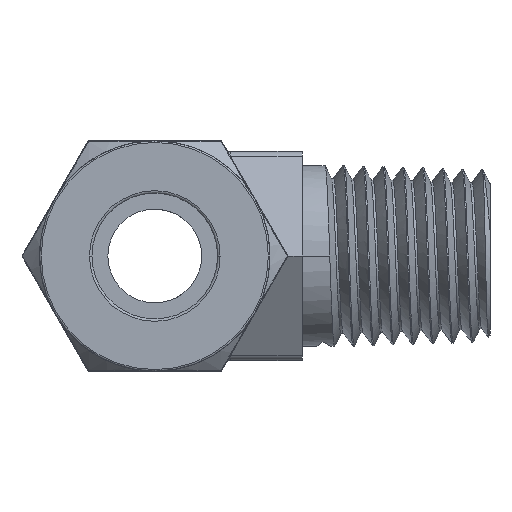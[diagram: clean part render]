
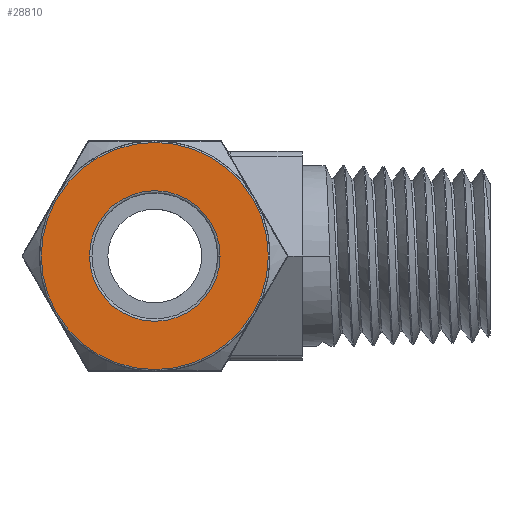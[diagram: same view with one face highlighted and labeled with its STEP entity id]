
A CAD part, left-side view. The second image highlights one B-rep face of the part: STEP entity #28810.
In plain terms, the highlighted face is planar.
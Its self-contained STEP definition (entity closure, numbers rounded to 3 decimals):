
#26004=CARTESIAN_POINT('',(0.,0.,0.));
#26005=DIRECTION('',(-1.,0.,0.));
#26006=DIRECTION('',(0.,1.,0.));
#26007=AXIS2_PLACEMENT_3D('',#26004,#26005,#26006);
#26009=CARTESIAN_POINT('',(0.,0.,0.));
#26010=DIRECTION('',(-1.,0.,0.));
#26011=DIRECTION('',(0.,-1.,0.));
#26012=AXIS2_PLACEMENT_3D('',#26009,#26010,#26011);
#26014=CARTESIAN_POINT('',(0.,0.,0.));
#26015=DIRECTION('',(1.,0.,0.));
#26016=DIRECTION('',(0.,0.,-1.));
#26017=AXIS2_PLACEMENT_3D('',#26014,#26015,#26016);
#26019=CARTESIAN_POINT('',(0.,0.,0.));
#26020=DIRECTION('',(1.,0.,0.));
#26021=DIRECTION('',(0.,0.,1.));
#26022=AXIS2_PLACEMENT_3D('',#26019,#26020,#26021);
#28618=CARTESIAN_POINT('',(0.,4.948,0.));
#28619=CARTESIAN_POINT('',(0.,-4.948,0.));
#28620=VERTEX_POINT('',#28618);
#28621=VERTEX_POINT('',#28619);
#28782=CARTESIAN_POINT('',(0.,0.,-8.605));
#28783=CARTESIAN_POINT('',(0.,0.,8.605));
#28784=VERTEX_POINT('',#28782);
#28785=VERTEX_POINT('',#28783);
#28793=CARTESIAN_POINT('',(0.,0.,0.));
#28794=DIRECTION('',(1.,0.,0.));
#28795=DIRECTION('',(0.,-1.,0.));
#28796=AXIS2_PLACEMENT_3D('',#28793,#28794,#28795);
#28797=PLANE('',#28796);
#28799=ORIENTED_EDGE('',*,*,#28798,.F.);
#28801=ORIENTED_EDGE('',*,*,#28800,.F.);
#28802=EDGE_LOOP('',(#28799,#28801));
#28803=FACE_OUTER_BOUND('',#28802,.F.);
#28805=ORIENTED_EDGE('',*,*,#28804,.F.);
#28807=ORIENTED_EDGE('',*,*,#28806,.F.);
#28808=EDGE_LOOP('',(#28805,#28807));
#28809=FACE_BOUND('',#28808,.F.);
#26008=CIRCLE('',#26007,4.948);
#26013=CIRCLE('',#26012,4.948);
#26018=CIRCLE('',#26017,8.605);
#26023=CIRCLE('',#26022,8.605);
#28798=EDGE_CURVE('',#28784,#28785,#26018,.T.);
#28800=EDGE_CURVE('',#28785,#28784,#26023,.T.);
#28804=EDGE_CURVE('',#28620,#28621,#26008,.T.);
#28806=EDGE_CURVE('',#28621,#28620,#26013,.T.);
#28810=ADVANCED_FACE('',(#28803,#28809),#28797,.T.);
